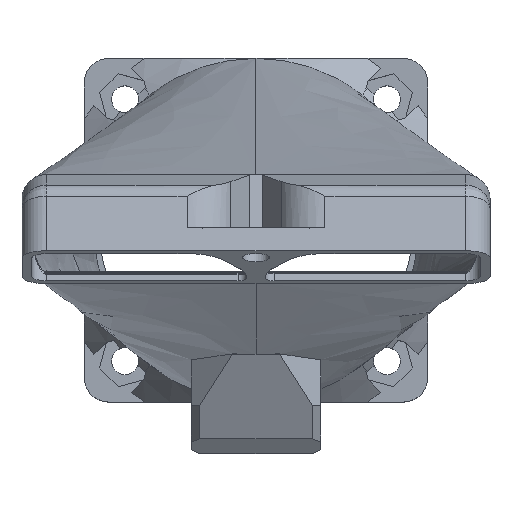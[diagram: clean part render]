
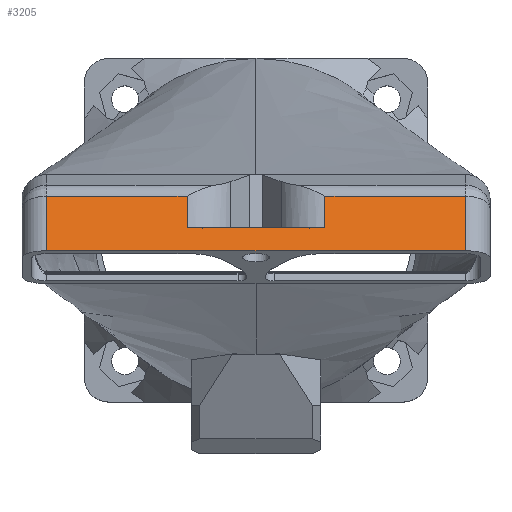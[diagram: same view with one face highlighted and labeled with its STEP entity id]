
A CAD part, top view. The second image highlights one B-rep face of the part: STEP entity #3205.
In plain terms, the highlighted planar face has unit normal (0, 0.297, 0.955).
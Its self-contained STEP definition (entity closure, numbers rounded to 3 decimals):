
#390=FACE_OUTER_BOUND('',#580,.T.);
#580=EDGE_LOOP('',(#2294,#2295,#2296,#2297,#2298,#2299,#2300,#2301));
#773=LINE('',#4407,#1032);
#774=LINE('',#4421,#1033);
#775=LINE('',#4435,#1034);
#789=LINE('',#4491,#1048);
#838=LINE('',#6667,#1097);
#839=LINE('',#6668,#1098);
#840=LINE('',#6669,#1099);
#841=LINE('',#6670,#1100);
#1032=VECTOR('',#3658,3.97);
#1033=VECTOR('',#3667,3.97);
#1034=VECTOR('',#3674,51.2);
#1048=VECTOR('',#3718,17.171);
#1097=VECTOR('',#3855,17.171);
#1098=VECTOR('',#3856,16.859);
#1099=VECTOR('',#3857,6.97);
#1100=VECTOR('',#3858,6.97);
#1291=VERTEX_POINT('',#4405);
#1292=VERTEX_POINT('',#4406);
#1294=VERTEX_POINT('',#4418);
#1295=VERTEX_POINT('',#4420);
#1297=VERTEX_POINT('',#4431);
#1299=VERTEX_POINT('',#4434);
#1326=VERTEX_POINT('',#4490);
#1415=VERTEX_POINT('',#6666);
#1612=EDGE_CURVE('',#1291,#1292,#773,.T.);
#1617=EDGE_CURVE('',#1295,#1294,#774,.T.);
#1621=EDGE_CURVE('',#1299,#1297,#775,.T.);
#1649=EDGE_CURVE('',#1291,#1326,#789,.F.);
#1761=EDGE_CURVE('',#1415,#1295,#838,.F.);
#1762=EDGE_CURVE('',#1292,#1294,#839,.T.);
#1763=EDGE_CURVE('',#1326,#1299,#840,.T.);
#1764=EDGE_CURVE('',#1415,#1297,#841,.T.);
#2294=ORIENTED_EDGE('',*,*,#1761,.T.);
#2295=ORIENTED_EDGE('',*,*,#1617,.T.);
#2296=ORIENTED_EDGE('',*,*,#1762,.F.);
#2297=ORIENTED_EDGE('',*,*,#1612,.F.);
#2298=ORIENTED_EDGE('',*,*,#1649,.T.);
#2299=ORIENTED_EDGE('',*,*,#1763,.T.);
#2300=ORIENTED_EDGE('',*,*,#1621,.T.);
#2301=ORIENTED_EDGE('',*,*,#1764,.F.);
#3096=PLANE('',#3441);
#3205=ADVANCED_FACE('',(#390),#3096,.F.);
#3441=AXIS2_PLACEMENT_3D('',#6665,#3853,#3854);
#3658=DIRECTION('',(0.,-0.955,0.297));
#3667=DIRECTION('',(0.,-0.955,0.297));
#3674=DIRECTION('',(1.,0.,0.));
#3718=DIRECTION('',(1.,0.,0.));
#3853=DIRECTION('center_axis',(0.,-0.297,-0.955));
#3854=DIRECTION('ref_axis',(-1.,0.,0.));
#3855=DIRECTION('',(1.,0.,0.));
#3856=DIRECTION('',(1.,0.,0.));
#3857=DIRECTION('',(0.,-0.955,0.297));
#3858=DIRECTION('',(0.,-0.955,0.297));
#4405=CARTESIAN_POINT('',(-8.429,4.012,83.933));
#4406=CARTESIAN_POINT('',(-8.429,0.221,85.112));
#4407=CARTESIAN_POINT('',(-8.429,4.012,83.933));
#4418=CARTESIAN_POINT('',(8.429,0.221,85.112));
#4420=CARTESIAN_POINT('',(8.429,4.012,83.933));
#4421=CARTESIAN_POINT('',(8.429,4.012,83.933));
#4431=CARTESIAN_POINT('',(25.6,-2.644,86.002));
#4434=CARTESIAN_POINT('',(-25.6,-2.644,86.002));
#4435=CARTESIAN_POINT('',(-25.6,-2.644,86.002));
#4490=CARTESIAN_POINT('',(-25.6,4.012,83.933));
#4491=CARTESIAN_POINT('',(-25.6,4.012,83.933));
#6665=CARTESIAN_POINT('Origin',(-28.602,1.258,84.789));
#6666=CARTESIAN_POINT('',(25.6,4.012,83.933));
#6667=CARTESIAN_POINT('',(8.429,4.012,83.933));
#6668=CARTESIAN_POINT('',(-8.429,0.221,85.112));
#6669=CARTESIAN_POINT('',(-25.6,4.012,83.933));
#6670=CARTESIAN_POINT('',(25.6,4.012,83.933));
